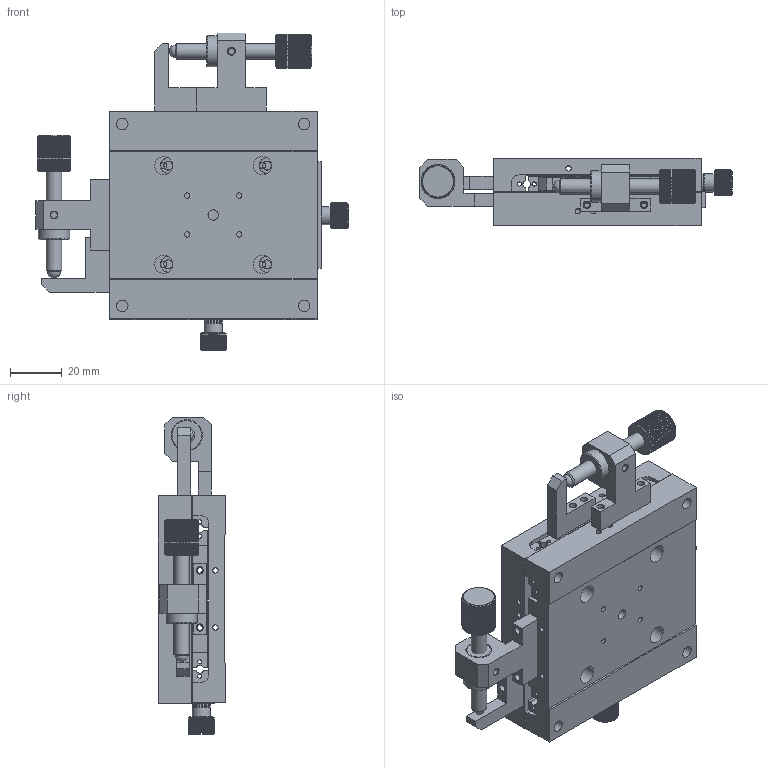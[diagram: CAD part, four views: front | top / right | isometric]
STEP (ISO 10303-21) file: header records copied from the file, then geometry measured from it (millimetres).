
FILE_DESCRIPTION (( 'STEP AP203' ), '1' );
FILE_NAME ('528927.STEP', '2024-11-12T09:17:00', ( 'Windows User' ), ( 'P R C' ), 'SwSTEP 2.0', 'SolidWorks 2020', '' );
FILE_SCHEMA (( 'CONFIG_CONTROL_DESIGN' ));
Length unit declared in the file: millimetre
Products named in the file (1): 528927
Bounding box: 120.24 x 26 x 122.3 mm (x, y, z)
Surface area: 66005.7 mm2 (no closed solid volume)
Topology: 0 solids, 21 shells, 1496 faces, 4002 edges, 2530 vertices
Faces by surface type: plane 749, cylinder 433, cone 312, bspline 2
Full cylindrical faces by diameter (mm): 1.6 x16, 2.05 x32, 2.5 x4, 2.8 x8, 3 x2, 3.242 x12, 4 x6, 4.5 x4, 6 x2, 7 x8, 8 x4, 10 x2, 12 x2
Entity records: 50201 total; most frequent: CARTESIAN_POINT 15171, ORIENTED_EDGE 7423, DIRECTION 6703, EDGE_CURVE 3848, AXIS2_PLACEMENT_3D 2677, VERTEX_POINT 2507, EDGE_LOOP 1792, FACE_OUTER_BOUND 1598
